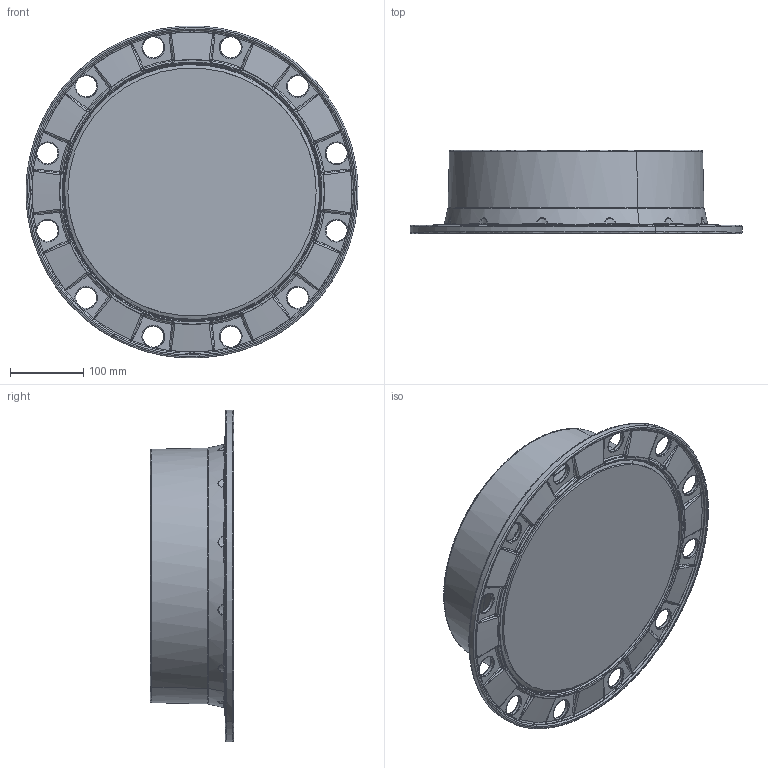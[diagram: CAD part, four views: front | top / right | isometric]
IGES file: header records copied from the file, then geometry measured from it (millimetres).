
Start section: START RECORD GO HERE.
Global section: file name: 05315-60-62XXXX.igs; native system: IBM CATIA IGES - CATIA Version 5 Release 17 ; preprocessor: CATIA Version 5 Release 17 ; author: pbm; organization: DKAVKINT; date: 20100826.100218; units: millimetre
Bounding box: 454.76 x 114 x 454.55 mm (x, y, z)
Surface area: 456209.4 mm2 (no closed solid volume)
Topology: 0 solids, 1796 shells, 1796 faces, 9284 edges, 9236 vertices
Faces by surface type: bspline 1796
